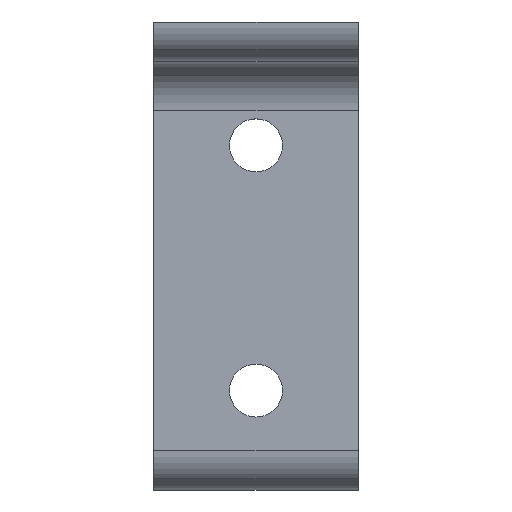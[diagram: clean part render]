
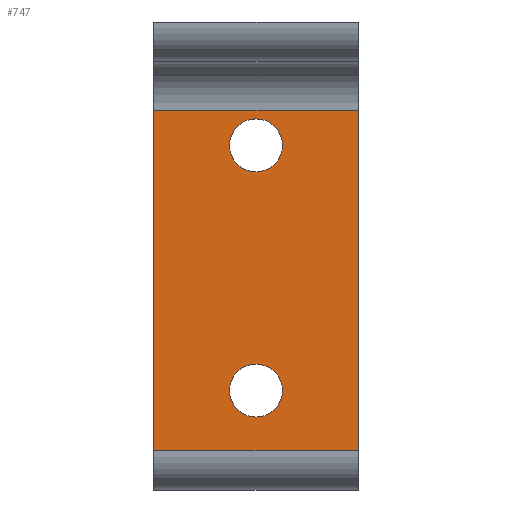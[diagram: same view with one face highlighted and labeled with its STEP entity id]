
A CAD part, top view. The second image highlights one B-rep face of the part: STEP entity #747.
In plain terms, the highlighted planar face has unit normal (0, 0, 1).
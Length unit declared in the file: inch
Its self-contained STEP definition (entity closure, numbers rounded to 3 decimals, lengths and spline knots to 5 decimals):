
#229=CARTESIAN_POINT('',(-0.655,-0.562,0.25));
#230=VERTEX_POINT('',#229);
#238=CARTESIAN_POINT('',(0.655,-0.562,0.25));
#239=VERTEX_POINT('',#238);
#240=CARTESIAN_POINT('',(-0.655,-0.562,0.25));
#241=DIRECTION('',(1.0,0.0,0.0));
#242=VECTOR('',#241,1.31);
#243=LINE('',#240,#242);
#244=EDGE_CURVE('',#230,#239,#243,.T.);
#261=CARTESIAN_POINT('',(0.17,-2.362,0.25));
#262=VERTEX_POINT('',#261);
#271=CARTESIAN_POINT('',(-0.17,-2.362,0.25));
#272=VERTEX_POINT('',#271);
#273=CARTESIAN_POINT('',(0.0,-2.362,0.25));
#274=DIRECTION('',(0.0,0.0,-1.0));
#275=DIRECTION('',(1.0,0.0,0.0));
#276=AXIS2_PLACEMENT_3D('',#273,#274,#275);
#277=CIRCLE('',#276,0.17);
#278=EDGE_CURVE('',#272,#262,#277,.T.);
#387=CARTESIAN_POINT('',(0.17,-0.787,0.25));
#388=VERTEX_POINT('',#387);
#397=CARTESIAN_POINT('',(-0.17,-0.787,0.25));
#398=VERTEX_POINT('',#397);
#399=CARTESIAN_POINT('',(0.0,-0.787,0.25));
#400=DIRECTION('',(0.0,0.0,-1.0));
#401=DIRECTION('',(1.0,0.0,0.0));
#402=AXIS2_PLACEMENT_3D('',#399,#400,#401);
#403=CIRCLE('',#402,0.17);
#404=EDGE_CURVE('',#398,#388,#403,.T.);
#438=CARTESIAN_POINT('',(0.0,-0.787,0.25));
#439=DIRECTION('',(0.0,0.0,-1.0));
#440=DIRECTION('',(1.0,0.0,0.0));
#441=AXIS2_PLACEMENT_3D('',#438,#439,#440);
#442=CIRCLE('',#441,0.17);
#443=EDGE_CURVE('',#388,#398,#442,.T.);
#510=CARTESIAN_POINT('',(0.0,-2.362,0.25));
#511=DIRECTION('',(0.0,0.0,-1.0));
#512=DIRECTION('',(1.0,0.0,0.0));
#513=AXIS2_PLACEMENT_3D('',#510,#511,#512);
#514=CIRCLE('',#513,0.17);
#515=EDGE_CURVE('',#262,#272,#514,.T.);
#691=CARTESIAN_POINT('',(0.655,-2.75,0.25));
#692=VERTEX_POINT('',#691);
#700=CARTESIAN_POINT('',(-0.655,-2.75,0.25));
#701=VERTEX_POINT('',#700);
#702=CARTESIAN_POINT('',(-0.655,-2.75,0.25));
#703=DIRECTION('',(1.0,0.0,0.0));
#704=VECTOR('',#703,1.31);
#705=LINE('',#702,#704);
#706=EDGE_CURVE('',#701,#692,#705,.T.);
#718=CARTESIAN_POINT('',(-0.655,-2.75,0.25));
#719=DIRECTION('',(0.0,0.0,1.0));
#720=DIRECTION('',(1.0,0.0,0.0));
#721=AXIS2_PLACEMENT_3D('',#718,#719,#720);
#722=PLANE('',#721);
#723=CARTESIAN_POINT('',(0.655,-2.75,0.25));
#724=DIRECTION('',(0.0,1.0,0.0));
#725=VECTOR('',#724,2.188);
#726=LINE('',#723,#725);
#727=EDGE_CURVE('',#692,#239,#726,.T.);
#728=ORIENTED_EDGE('',*,*,#727,.T.);
#729=ORIENTED_EDGE('',*,*,#244,.F.);
#730=CARTESIAN_POINT('',(-0.655,-2.75,0.25));
#731=DIRECTION('',(0.0,1.0,0.0));
#732=VECTOR('',#731,2.188);
#733=LINE('',#730,#732);
#734=EDGE_CURVE('',#701,#230,#733,.T.);
#735=ORIENTED_EDGE('',*,*,#734,.F.);
#736=ORIENTED_EDGE('',*,*,#706,.T.);
#737=EDGE_LOOP('',(#728,#729,#735,#736));
#738=FACE_OUTER_BOUND('',#737,.T.);
#739=ORIENTED_EDGE('',*,*,#443,.T.);
#740=ORIENTED_EDGE('',*,*,#404,.T.);
#741=EDGE_LOOP('',(#739,#740));
#742=FACE_BOUND('',#741,.T.);
#743=ORIENTED_EDGE('',*,*,#515,.T.);
#744=ORIENTED_EDGE('',*,*,#278,.T.);
#745=EDGE_LOOP('',(#743,#744));
#746=FACE_BOUND('',#745,.T.);
#747=ADVANCED_FACE('',(#738,#742,#746),#722,.T.);
